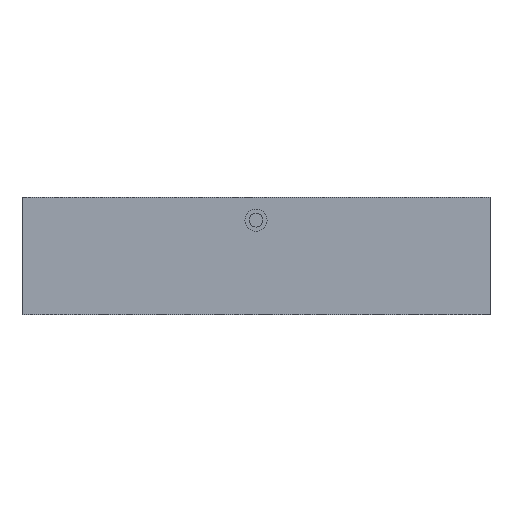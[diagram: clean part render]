
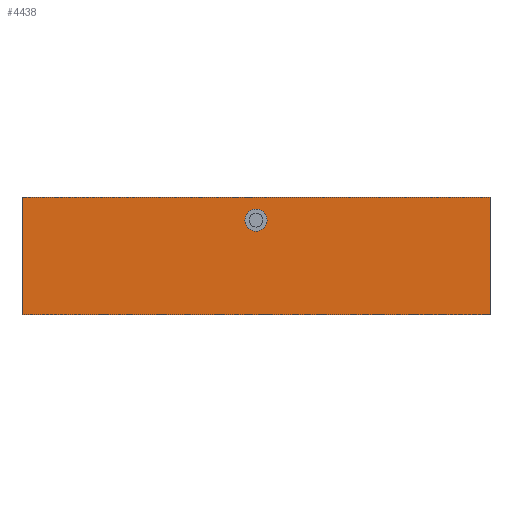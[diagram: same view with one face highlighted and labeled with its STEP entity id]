
A CAD part, front view. The second image highlights one B-rep face of the part: STEP entity #4438.
In plain terms, the highlighted planar face has unit normal (0, -1, 0).
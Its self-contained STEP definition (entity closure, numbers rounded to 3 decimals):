
#11 = CARTESIAN_POINT ( 'NONE',  ( 58., -29.263, 29. ) ) ;
#55 = CARTESIAN_POINT ( 'NONE',  ( 0., -29.263, 23.387 ) ) ;
#188 = DIRECTION ( 'NONE',  ( 0., 0., -1. ) ) ;
#240 = EDGE_LOOP ( 'NONE', ( #4027, #3757 ) ) ;
#286 = VECTOR ( 'NONE', #188, 1000. ) ;
#306 = EDGE_CURVE ( 'NONE', #3716, #3872, #1836, .T. ) ;
#330 = CARTESIAN_POINT ( 'NONE',  ( 58., -29.263, 0. ) ) ;
#471 = CARTESIAN_POINT ( 'NONE',  ( -58., -29.263, 29. ) ) ;
#577 = CARTESIAN_POINT ( 'NONE',  ( 58., -29.263, 1. ) ) ;
#612 = VERTEX_POINT ( 'NONE', #3666 ) ;
#902 = DIRECTION ( 'NONE',  ( 0., -1., 0. ) ) ;
#1148 = EDGE_CURVE ( 'NONE', #3872, #3157, #3984, .T. ) ;
#1369 = DIRECTION ( 'NONE',  ( 0., 1., 0. ) ) ;
#1554 = DIRECTION ( 'NONE',  ( 1., 0., 0. ) ) ;
#1647 = DIRECTION ( 'NONE',  ( 0., 0., -1. ) ) ;
#1733 = DIRECTION ( 'NONE',  ( 1., 0., 0. ) ) ;
#1833 = FACE_OUTER_BOUND ( 'NONE', #2516, .T. ) ;
#1836 = LINE ( 'NONE', #1910, #4263 ) ;
#1862 = AXIS2_PLACEMENT_3D ( 'NONE', #3333, #1369, #2170 ) ;
#1910 = CARTESIAN_POINT ( 'NONE',  ( -58., -29.263, 1. ) ) ;
#1969 = LINE ( 'NONE', #11, #2427 ) ;
#2024 = CARTESIAN_POINT ( 'NONE',  ( -58., -29.263, 0. ) ) ;
#2135 = VERTEX_POINT ( 'NONE', #3116 ) ;
#2170 = DIRECTION ( 'NONE',  ( 0., 0., 1. ) ) ;
#2320 = ORIENTED_EDGE ( 'NONE', *, *, #1148, .T. ) ;
#2427 = VECTOR ( 'NONE', #1733, 1000. ) ;
#2478 = VECTOR ( 'NONE', #1554, 1000. ) ;
#2486 = CARTESIAN_POINT ( 'NONE',  ( -58., -29.263, 0. ) ) ;
#2516 = EDGE_LOOP ( 'NONE', ( #3046, #4869, #3212, #2320 ) ) ;
#2681 = EDGE_CURVE ( 'NONE', #2135, #2949, #2866, .T. ) ;
#2720 = DIRECTION ( 'NONE',  ( 0., 0., -1. ) ) ;
#2866 = CIRCLE ( 'NONE', #3602, 2.75 ) ;
#2949 = VERTEX_POINT ( 'NONE', #4179 ) ;
#3013 = AXIS2_PLACEMENT_3D ( 'NONE', #4145, #4171, #4963 ) ;
#3046 = ORIENTED_EDGE ( 'NONE', *, *, #3969, .F. ) ;
#3116 = CARTESIAN_POINT ( 'NONE',  ( 0., -29.263, 20.637 ) ) ;
#3157 = VERTEX_POINT ( 'NONE', #330 ) ;
#3212 = ORIENTED_EDGE ( 'NONE', *, *, #306, .T. ) ;
#3333 = CARTESIAN_POINT ( 'NONE',  ( -58., -29.263, 1. ) ) ;
#3378 = EDGE_CURVE ( 'NONE', #2949, #2135, #4318, .T. ) ;
#3602 = AXIS2_PLACEMENT_3D ( 'NONE', #55, #902, #1647 ) ;
#3666 = CARTESIAN_POINT ( 'NONE',  ( 58., -29.263, 29. ) ) ;
#3716 = VERTEX_POINT ( 'NONE', #471 ) ;
#3757 = ORIENTED_EDGE ( 'NONE', *, *, #3378, .F. ) ;
#3872 = VERTEX_POINT ( 'NONE', #2486 ) ;
#3901 = EDGE_CURVE ( 'NONE', #3716, #612, #1969, .T. ) ;
#3969 = EDGE_CURVE ( 'NONE', #612, #3157, #4116, .T. ) ;
#3984 = LINE ( 'NONE', #2024, #2478 ) ;
#4027 = ORIENTED_EDGE ( 'NONE', *, *, #2681, .F. ) ;
#4116 = LINE ( 'NONE', #577, #286 ) ;
#4145 = CARTESIAN_POINT ( 'NONE',  ( 0., -29.263, 23.387 ) ) ;
#4157 = FACE_BOUND ( 'NONE', #240, .T. ) ;
#4171 = DIRECTION ( 'NONE',  ( 0., -1., 0. ) ) ;
#4179 = CARTESIAN_POINT ( 'NONE',  ( 0., -29.263, 26.137 ) ) ;
#4263 = VECTOR ( 'NONE', #2720, 1000. ) ;
#4318 = CIRCLE ( 'NONE', #3013, 2.75 ) ;
#4438 = ADVANCED_FACE ( 'NONE', ( #4157, #1833 ), #4603, .F. ) ;
#4603 = PLANE ( 'NONE',  #1862 ) ;
#4869 = ORIENTED_EDGE ( 'NONE', *, *, #3901, .F. ) ;
#4963 = DIRECTION ( 'NONE',  ( 0., 0., -1. ) ) ;
